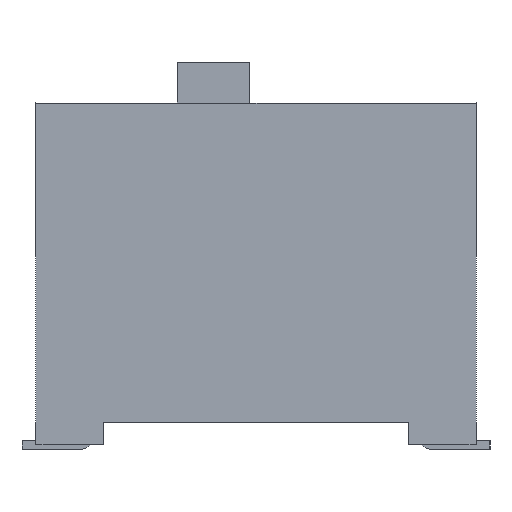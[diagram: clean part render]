
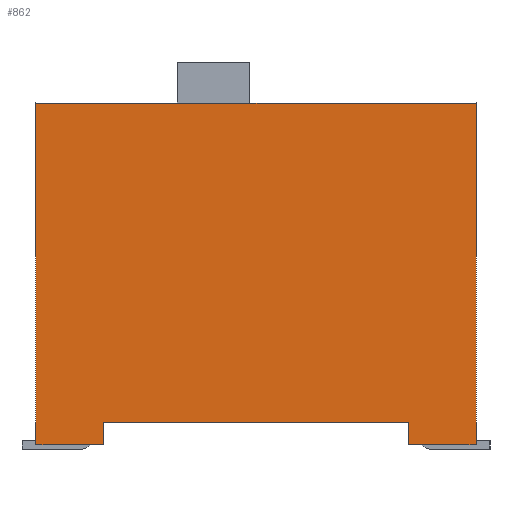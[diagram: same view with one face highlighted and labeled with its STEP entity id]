
A CAD part, left-side view. The second image highlights one B-rep face of the part: STEP entity #862.
In plain terms, the highlighted planar face has unit normal (-1, 0, 0).
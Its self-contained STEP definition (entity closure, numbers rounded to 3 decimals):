
#13=DIRECTION('',(0.,0.,1.));
#34=VECTOR('',#13,1.);
#56=CARTESIAN_POINT('',(-15.06,-4.89,0.1));
#58=DIRECTION('',(1.,0.,0.));
#119=VECTOR('',#120,1.);
#120=DIRECTION('',(0.,-1.,0.));
#123=VERTEX_POINT('',#124);
#124=CARTESIAN_POINT('',(-15.06,-3.39,0.6));
#127=ORIENTED_EDGE('',*,*,#128,.F.);
#128=EDGE_CURVE('',#129,#123,#131,.T.);
#129=VERTEX_POINT('',#130);
#130=CARTESIAN_POINT('',(-15.06,3.39,0.6));
#131=LINE('',#132,#119);
#132=CARTESIAN_POINT('',(-15.06,2.445,0.6));
#731=VERTEX_POINT('',#56);
#735=EDGE_CURVE('',#731,#736,#738,.T.);
#736=VERTEX_POINT('',#737);
#737=CARTESIAN_POINT('',(-15.06,-4.89,7.7));
#738=LINE('',#56,#34);
#813=VERTEX_POINT('',#814);
#814=CARTESIAN_POINT('',(-15.06,4.89,7.7));
#817=EDGE_CURVE('',#818,#813,#820,.T.);
#818=VERTEX_POINT('',#819);
#819=CARTESIAN_POINT('',(-15.06,4.89,0.1));
#820=LINE('',#819,#34);
#842=VECTOR('',#843,1.);
#843=DIRECTION('',(0.,0.,-1.));
#851=VERTEX_POINT('',#852);
#852=CARTESIAN_POINT('',(-15.06,3.39,0.1));
#857=ORIENTED_EDGE('',*,*,#858,.T.);
#858=EDGE_CURVE('',#129,#851,#859,.T.);
#859=LINE('',#852,#842);
#862=ADVANCED_FACE('',(#863),#880,.F.);
#863=FACE_BOUND('',#864,.F.);
#864=EDGE_LOOP('',(#865,#868,#869,#872,#873,#877,#127,#857));
#865=ORIENTED_EDGE('',*,*,#866,.F.);
#866=EDGE_CURVE('',#818,#851,#867,.T.);
#867=LINE('',#819,#119);
#868=ORIENTED_EDGE('',*,*,#817,.T.);
#869=ORIENTED_EDGE('',*,*,#870,.T.);
#870=EDGE_CURVE('',#813,#736,#871,.T.);
#871=LINE('',#814,#119);
#872=ORIENTED_EDGE('',*,*,#735,.F.);
#873=ORIENTED_EDGE('',*,*,#874,.F.);
#874=EDGE_CURVE('',#875,#731,#867,.T.);
#875=VERTEX_POINT('',#876);
#876=CARTESIAN_POINT('',(-15.06,-3.39,0.1));
#877=ORIENTED_EDGE('',*,*,#878,.T.);
#878=EDGE_CURVE('',#875,#123,#879,.T.);
#879=LINE('',#876,#34);
#880=PLANE('',#881);
#881=AXIS2_PLACEMENT_3D('',#819,#58,#120);
